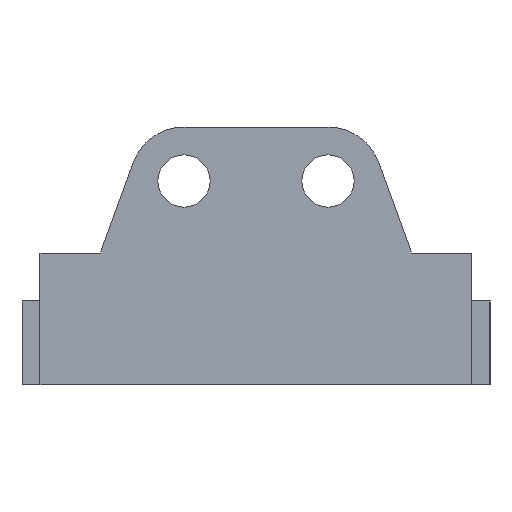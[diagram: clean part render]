
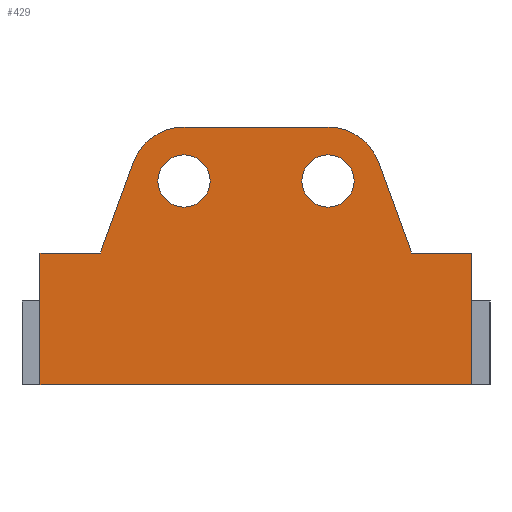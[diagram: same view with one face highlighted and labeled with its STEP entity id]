
A CAD part, front view. The second image highlights one B-rep face of the part: STEP entity #429.
In plain terms, the highlighted planar face has unit normal (0, -1, 0).
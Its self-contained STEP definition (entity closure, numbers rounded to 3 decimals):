
#429 = ADVANCED_FACE('',(#430,#514,#525),#536,.T.);
#430 = FACE_BOUND('',#431,.T.);
#431 = EDGE_LOOP('',(#432,#442,#450,#458,#467,#475,#484,#492,#500,#508)
  );
#432 = ORIENTED_EDGE('',*,*,#433,.T.);
#433 = EDGE_CURVE('',#434,#436,#438,.T.);
#434 = VERTEX_POINT('',#435);
#435 = CARTESIAN_POINT('',(18.,-25.5,0.));
#436 = VERTEX_POINT('',#437);
#437 = CARTESIAN_POINT('',(18.,-25.5,11.));
#438 = LINE('',#439,#440);
#439 = CARTESIAN_POINT('',(18.,-25.5,0.));
#440 = VECTOR('',#441,1.);
#441 = DIRECTION('',(0.,0.,1.));
#442 = ORIENTED_EDGE('',*,*,#443,.T.);
#443 = EDGE_CURVE('',#436,#444,#446,.T.);
#444 = VERTEX_POINT('',#445);
#445 = CARTESIAN_POINT('',(12.973,-25.5,11.));
#446 = LINE('',#447,#448);
#447 = CARTESIAN_POINT('',(18.,-25.5,11.));
#448 = VECTOR('',#449,1.);
#449 = DIRECTION('',(-1.,0.,0.));
#450 = ORIENTED_EDGE('',*,*,#451,.F.);
#451 = EDGE_CURVE('',#452,#444,#454,.T.);
#452 = VERTEX_POINT('',#453);
#453 = CARTESIAN_POINT('',(10.229,-25.5,18.539));
#454 = LINE('',#455,#456);
#455 = CARTESIAN_POINT('',(10.229,-25.5,18.539));
#456 = VECTOR('',#457,1.);
#457 = DIRECTION('',(0.342,0.,-0.94)
  );
#458 = ORIENTED_EDGE('',*,*,#459,.T.);
#459 = EDGE_CURVE('',#452,#460,#462,.T.);
#460 = VERTEX_POINT('',#461);
#461 = CARTESIAN_POINT('',(6.,-25.5,21.5));
#462 = CIRCLE('',#463,4.5);
#463 = AXIS2_PLACEMENT_3D('',#464,#465,#466);
#464 = CARTESIAN_POINT('',(6.,-25.5,17.));
#465 = DIRECTION('',(0.,-1.,0.));
#466 = DIRECTION('',(1.,0.,0.));
#467 = ORIENTED_EDGE('',*,*,#468,.F.);
#468 = EDGE_CURVE('',#469,#460,#471,.T.);
#469 = VERTEX_POINT('',#470);
#470 = CARTESIAN_POINT('',(-6.,-25.5,21.5));
#471 = LINE('',#472,#473);
#472 = CARTESIAN_POINT('',(-6.,-25.5,21.5));
#473 = VECTOR('',#474,1.);
#474 = DIRECTION('',(1.,0.,0.));
#475 = ORIENTED_EDGE('',*,*,#476,.T.);
#476 = EDGE_CURVE('',#469,#477,#479,.T.);
#477 = VERTEX_POINT('',#478);
#478 = CARTESIAN_POINT('',(-10.229,-25.5,18.539));
#479 = CIRCLE('',#480,4.5);
#480 = AXIS2_PLACEMENT_3D('',#481,#482,#483);
#481 = CARTESIAN_POINT('',(-6.,-25.5,17.));
#482 = DIRECTION('',(0.,-1.,0.));
#483 = DIRECTION('',(1.,0.,0.));
#484 = ORIENTED_EDGE('',*,*,#485,.T.);
#485 = EDGE_CURVE('',#477,#486,#488,.T.);
#486 = VERTEX_POINT('',#487);
#487 = CARTESIAN_POINT('',(-12.973,-25.5,11.));
#488 = LINE('',#489,#490);
#489 = CARTESIAN_POINT('',(-10.229,-25.5,18.539));
#490 = VECTOR('',#491,1.);
#491 = DIRECTION('',(-0.342,0.,-0.94
    ));
#492 = ORIENTED_EDGE('',*,*,#493,.T.);
#493 = EDGE_CURVE('',#486,#494,#496,.T.);
#494 = VERTEX_POINT('',#495);
#495 = CARTESIAN_POINT('',(-18.,-25.5,11.));
#496 = LINE('',#497,#498);
#497 = CARTESIAN_POINT('',(18.,-25.5,11.));
#498 = VECTOR('',#499,1.);
#499 = DIRECTION('',(-1.,0.,0.));
#500 = ORIENTED_EDGE('',*,*,#501,.F.);
#501 = EDGE_CURVE('',#502,#494,#504,.T.);
#502 = VERTEX_POINT('',#503);
#503 = CARTESIAN_POINT('',(-18.,-25.5,0.));
#504 = LINE('',#505,#506);
#505 = CARTESIAN_POINT('',(-18.,-25.5,0.));
#506 = VECTOR('',#507,1.);
#507 = DIRECTION('',(0.,0.,1.));
#508 = ORIENTED_EDGE('',*,*,#509,.F.);
#509 = EDGE_CURVE('',#434,#502,#510,.T.);
#510 = LINE('',#511,#512);
#511 = CARTESIAN_POINT('',(18.,-25.5,0.));
#512 = VECTOR('',#513,1.);
#513 = DIRECTION('',(-1.,0.,0.));
#514 = FACE_BOUND('',#515,.T.);
#515 = EDGE_LOOP('',(#516));
#516 = ORIENTED_EDGE('',*,*,#517,.F.);
#517 = EDGE_CURVE('',#518,#518,#520,.T.);
#518 = VERTEX_POINT('',#519);
#519 = CARTESIAN_POINT('',(8.175,-25.5,17.));
#520 = CIRCLE('',#521,2.175);
#521 = AXIS2_PLACEMENT_3D('',#522,#523,#524);
#522 = CARTESIAN_POINT('',(6.,-25.5,17.));
#523 = DIRECTION('',(0.,-1.,0.));
#524 = DIRECTION('',(1.,0.,0.));
#525 = FACE_BOUND('',#526,.T.);
#526 = EDGE_LOOP('',(#527));
#527 = ORIENTED_EDGE('',*,*,#528,.F.);
#528 = EDGE_CURVE('',#529,#529,#531,.T.);
#529 = VERTEX_POINT('',#530);
#530 = CARTESIAN_POINT('',(-3.825,-25.5,17.));
#531 = CIRCLE('',#532,2.175);
#532 = AXIS2_PLACEMENT_3D('',#533,#534,#535);
#533 = CARTESIAN_POINT('',(-6.,-25.5,17.));
#534 = DIRECTION('',(0.,-1.,0.));
#535 = DIRECTION('',(1.,0.,0.));
#536 = PLANE('',#537);
#537 = AXIS2_PLACEMENT_3D('',#538,#539,#540);
#538 = CARTESIAN_POINT('',(0.,-25.5,8.872));
#539 = DIRECTION('',(-0.,-1.,-0.));
#540 = DIRECTION('',(0.,0.,-1.));
